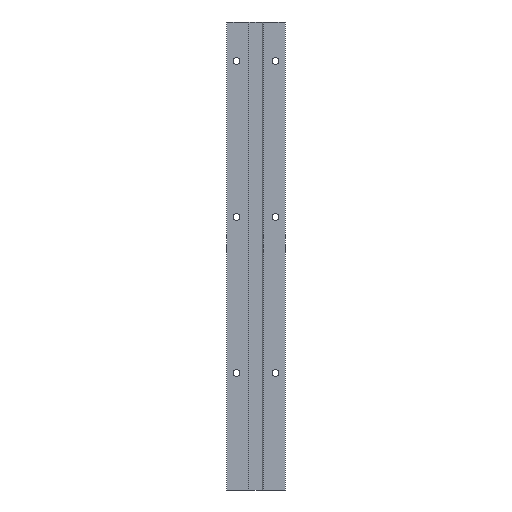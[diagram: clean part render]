
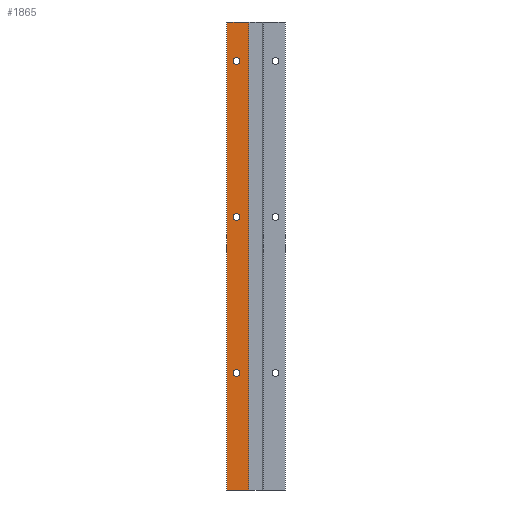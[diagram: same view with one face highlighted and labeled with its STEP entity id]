
A CAD part, front view. The second image highlights one B-rep face of the part: STEP entity #1865.
In plain terms, the highlighted planar face has unit normal (0, -1, 0).
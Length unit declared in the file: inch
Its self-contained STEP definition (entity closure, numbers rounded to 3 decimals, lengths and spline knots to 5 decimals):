
#10 = PLANE ( 'NONE',  #855 ) ;
#55 = EDGE_CURVE ( 'NONE', #593, #848, #1178, .T. ) ;
#60 = CARTESIAN_POINT ( 'NONE',  ( -0.5, 0., -9. ) ) ;
#71 = CARTESIAN_POINT ( 'NONE',  ( -0.75, 0., -14.03462 ) ) ;
#101 = VECTOR ( 'NONE', #275, 39.37008 ) ;
#125 = LINE ( 'NONE', #1626, #101 ) ;
#146 = AXIS2_PLACEMENT_3D ( 'NONE', #60, #769, #646 ) ;
#156 = DIRECTION ( 'NONE',  ( 0., 1., 0. ) ) ;
#181 = FACE_OUTER_BOUND ( 'NONE', #1563, .T. ) ;
#197 = CARTESIAN_POINT ( 'NONE',  ( -0.5, 0., -0.915 ) ) ;
#203 = EDGE_LOOP ( 'NONE', ( #1827, #1223 ) ) ;
#207 = ORIENTED_EDGE ( 'NONE', *, *, #1722, .T. ) ;
#245 = EDGE_CURVE ( 'NONE', #366, #380, #1086, .T. ) ;
#259 = ORIENTED_EDGE ( 'NONE', *, *, #1301, .F. ) ;
#275 = DIRECTION ( 'NONE',  ( 1., 0., 0. ) ) ;
#284 = AXIS2_PLACEMENT_3D ( 'NONE', #628, #906, #1860 ) ;
#298 = DIRECTION ( 'NONE',  ( 0., 0., 1. ) ) ;
#332 = FACE_BOUND ( 'NONE', #203, .T. ) ;
#344 = CARTESIAN_POINT ( 'NONE',  ( -0.5, 0., -5.085 ) ) ;
#345 = VERTEX_POINT ( 'NONE', #1396 ) ;
#366 = VERTEX_POINT ( 'NONE', #197 ) ;
#380 = VERTEX_POINT ( 'NONE', #1687 ) ;
#400 = CARTESIAN_POINT ( 'NONE',  ( -0.75, 0., -12. ) ) ;
#410 = AXIS2_PLACEMENT_3D ( 'NONE', #513, #1290, #1883 ) ;
#449 = CARTESIAN_POINT ( 'NONE',  ( -2.5, 0., 0.125 ) ) ;
#467 = CARTESIAN_POINT ( 'NONE',  ( -0.5, 0., -1. ) ) ;
#485 = CARTESIAN_POINT ( 'NONE',  ( -0.19, 0., -12. ) ) ;
#486 = EDGE_CURVE ( 'NONE', #1756, #1134, #1561, .T. ) ;
#508 = ORIENTED_EDGE ( 'NONE', *, *, #1862, .T. ) ;
#513 = CARTESIAN_POINT ( 'NONE',  ( -0.5, 0., -5. ) ) ;
#526 = VERTEX_POINT ( 'NONE', #659 ) ;
#543 = CARTESIAN_POINT ( 'NONE',  ( -0.19, 0., 0. ) ) ;
#546 = EDGE_CURVE ( 'NONE', #345, #526, #555, .T. ) ;
#555 = CIRCLE ( 'NONE', #1928, 0.085 ) ;
#587 = CARTESIAN_POINT ( 'NONE',  ( -0.5, 0., -5. ) ) ;
#589 = DIRECTION ( 'NONE',  ( 0., 0., 1. ) ) ;
#593 = VERTEX_POINT ( 'NONE', #1039 ) ;
#607 = CARTESIAN_POINT ( 'NONE',  ( -0.75, 0., 0. ) ) ;
#628 = CARTESIAN_POINT ( 'NONE',  ( -0.5, 0., -1. ) ) ;
#646 = DIRECTION ( 'NONE',  ( 0., 0., 1. ) ) ;
#658 = EDGE_LOOP ( 'NONE', ( #508, #1511 ) ) ;
#659 = CARTESIAN_POINT ( 'NONE',  ( -0.5, 0., -8.915 ) ) ;
#674 = VERTEX_POINT ( 'NONE', #543 ) ;
#702 = CARTESIAN_POINT ( 'NONE',  ( -0.75, 0., -12. ) ) ;
#717 = EDGE_CURVE ( 'NONE', #1485, #1756, #1766, .T. ) ;
#739 = LINE ( 'NONE', #752, #1961 ) ;
#749 = DIRECTION ( 'NONE',  ( 0., 0., 1. ) ) ;
#752 = CARTESIAN_POINT ( 'NONE',  ( -0.19, 0., -14.03462 ) ) ;
#759 = AXIS2_PLACEMENT_3D ( 'NONE', #587, #1399, #1671 ) ;
#760 = FACE_BOUND ( 'NONE', #986, .T. ) ;
#769 = DIRECTION ( 'NONE',  ( 0., 1., 0. ) ) ;
#848 = VERTEX_POINT ( 'NONE', #344 ) ;
#851 = VECTOR ( 'NONE', #589, 39.37008 ) ;
#855 = AXIS2_PLACEMENT_3D ( 'NONE', #449, #1648, #901 ) ;
#901 = DIRECTION ( 'NONE',  ( 0., 0., 1. ) ) ;
#906 = DIRECTION ( 'NONE',  ( 0., 1., 0. ) ) ;
#928 = ORIENTED_EDGE ( 'NONE', *, *, #486, .F. ) ;
#986 = EDGE_LOOP ( 'NONE', ( #1607, #1547 ) ) ;
#1039 = CARTESIAN_POINT ( 'NONE',  ( -0.5, 0., -4.915 ) ) ;
#1086 = CIRCLE ( 'NONE', #1321, 0.085 ) ;
#1096 = EDGE_CURVE ( 'NONE', #526, #345, #1157, .T. ) ;
#1134 = VERTEX_POINT ( 'NONE', #607 ) ;
#1157 = CIRCLE ( 'NONE', #146, 0.085 ) ;
#1178 = CIRCLE ( 'NONE', #410, 0.085 ) ;
#1202 = DIRECTION ( 'NONE',  ( 0., 1., 0. ) ) ;
#1223 = ORIENTED_EDGE ( 'NONE', *, *, #245, .T. ) ;
#1290 = DIRECTION ( 'NONE',  ( 0., 1., 0. ) ) ;
#1301 = EDGE_CURVE ( 'NONE', #1134, #674, #125, .T. ) ;
#1319 = EDGE_CURVE ( 'NONE', #380, #366, #1531, .T. ) ;
#1321 = AXIS2_PLACEMENT_3D ( 'NONE', #467, #1202, #298 ) ;
#1328 = DIRECTION ( 'NONE',  ( -1., 0., 0. ) ) ;
#1396 = CARTESIAN_POINT ( 'NONE',  ( -0.5, 0., -9.085 ) ) ;
#1399 = DIRECTION ( 'NONE',  ( 0., 1., 0. ) ) ;
#1485 = VERTEX_POINT ( 'NONE', #485 ) ;
#1511 = ORIENTED_EDGE ( 'NONE', *, *, #55, .T. ) ;
#1531 = CIRCLE ( 'NONE', #284, 0.085 ) ;
#1547 = ORIENTED_EDGE ( 'NONE', *, *, #1096, .T. ) ;
#1561 = LINE ( 'NONE', #71, #851 ) ;
#1563 = EDGE_LOOP ( 'NONE', ( #259, #928, #1770, #207 ) ) ;
#1607 = ORIENTED_EDGE ( 'NONE', *, *, #546, .T. ) ;
#1615 = CIRCLE ( 'NONE', #759, 0.085 ) ;
#1626 = CARTESIAN_POINT ( 'NONE',  ( -2.5, 0., 0. ) ) ;
#1648 = DIRECTION ( 'NONE',  ( 0., 1., 0. ) ) ;
#1671 = DIRECTION ( 'NONE',  ( 0., 0., 1. ) ) ;
#1683 = DIRECTION ( 'NONE',  ( 0., 0., 1. ) ) ;
#1687 = CARTESIAN_POINT ( 'NONE',  ( -0.5, 0., -1.085 ) ) ;
#1722 = EDGE_CURVE ( 'NONE', #1485, #674, #739, .T. ) ;
#1740 = VECTOR ( 'NONE', #1328, 39.37008 ) ;
#1756 = VERTEX_POINT ( 'NONE', #400 ) ;
#1766 = LINE ( 'NONE', #702, #1740 ) ;
#1770 = ORIENTED_EDGE ( 'NONE', *, *, #717, .F. ) ;
#1827 = ORIENTED_EDGE ( 'NONE', *, *, #1319, .T. ) ;
#1860 = DIRECTION ( 'NONE',  ( 0., 0., 1. ) ) ;
#1862 = EDGE_CURVE ( 'NONE', #848, #593, #1615, .T. ) ;
#1865 = ADVANCED_FACE ( 'NONE', ( #1951, #332, #181, #760 ), #10, .F. ) ;
#1883 = DIRECTION ( 'NONE',  ( 0., 0., 1. ) ) ;
#1889 = CARTESIAN_POINT ( 'NONE',  ( -0.5, 0., -9. ) ) ;
#1928 = AXIS2_PLACEMENT_3D ( 'NONE', #1889, #156, #749 ) ;
#1951 = FACE_BOUND ( 'NONE', #658, .T. ) ;
#1961 = VECTOR ( 'NONE', #1683, 39.37008 ) ;
